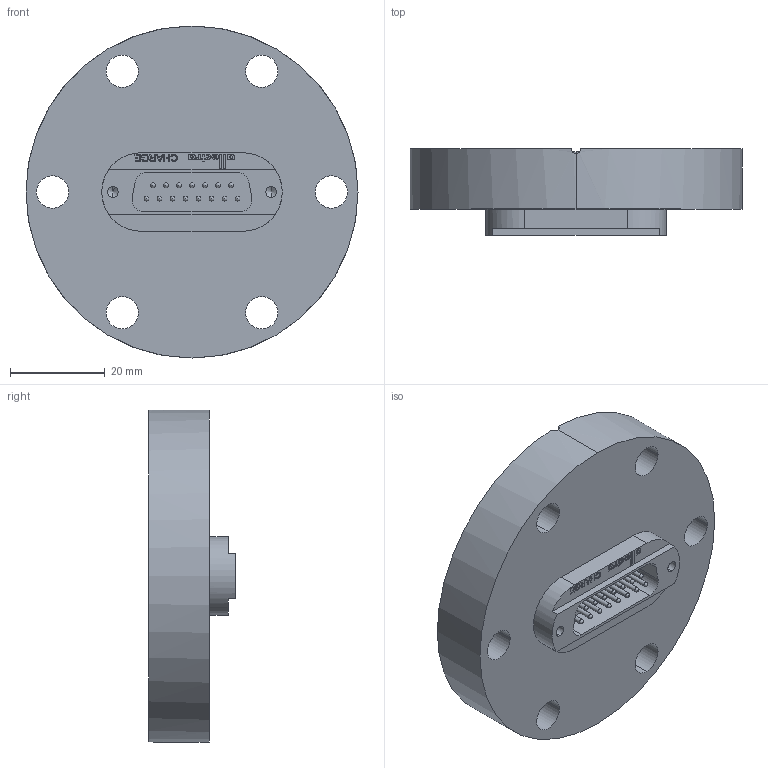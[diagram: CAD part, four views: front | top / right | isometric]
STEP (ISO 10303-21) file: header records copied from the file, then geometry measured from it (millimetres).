
FILE_DESCRIPTION (( 'STEP AP214' ), '1' );
FILE_NAME ('210-D15-C40.step', '2025-02-17T20:22:07', ( '' ), ( '' ), 'SwSTEP 2.0', 'SolidWorks 2022', '' );
FILE_SCHEMA (( 'AUTOMOTIVE_DESIGN' ));
Length unit declared in the file: millimetre
Products named in the file (5): 9210-D15-C40_DN40 CF; 9218-D9-37-SS-V22_15pin 1mm beschr. allectra; 210-D15-C40; 218-D9-37-SS_218-D15-SS; 9210-PIN-FENI_Pin vergoldet
Assembly tree (18 placements, depth 3):
  210-D15-C40
    9210-D15-C40_DN40 CF
    218-D9-37-SS_218-D15-SS
      9218-D9-37-SS-V22_15pin 1mm beschr. allectra
      9210-PIN-FENI_Pin vergoldet  x15
Bounding box: 69.9 x 18.2 x 69.9 mm (x, y, z)
Volume: 43306.2 mm3; surface area: 16675.3 mm2
Topology: 17 solids, 17 shells, 365 faces, 1001 edges, 658 vertices
Faces by surface type: plane 148, cylinder 146, sphere 30, bspline 27, cone 12, torus 2
Entity records: 11699 total; most frequent: CARTESIAN_POINT 3529, ORIENTED_EDGE 1638, DIRECTION 1607, EDGE_CURVE 819, AXIS2_PLACEMENT_3D 546, VERTEX_POINT 542, LINE 515, VECTOR 515
